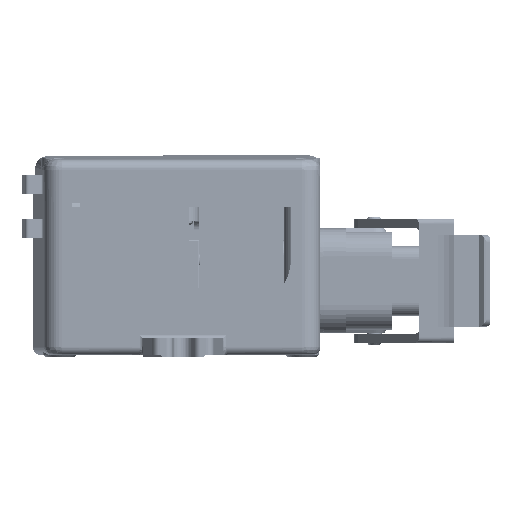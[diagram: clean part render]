
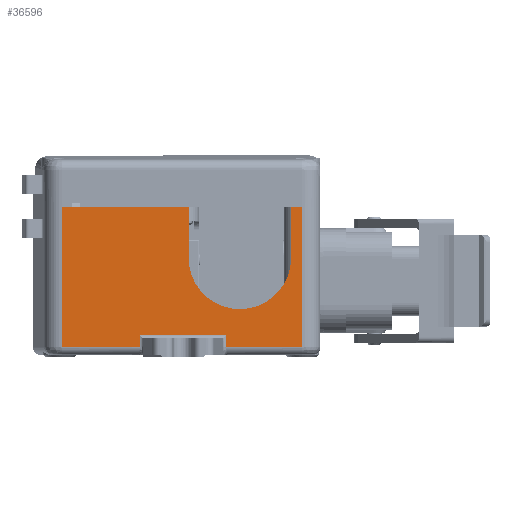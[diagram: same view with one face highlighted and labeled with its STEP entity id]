
A CAD part, left-side view. The second image highlights one B-rep face of the part: STEP entity #36596.
In plain terms, the highlighted planar face has unit normal (-1, 0, 0).
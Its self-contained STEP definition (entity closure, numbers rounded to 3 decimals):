
#36596=ADVANCED_FACE('',(#47748),#43625,.T.);
#43625=PLANE('',#175953);
#47748=FACE_OUTER_BOUND('',#54484,.T.);
#54484=EDGE_LOOP('',(#67540,#67541,#67542,#67543,#67544,#67545,#67546,#67547,
#67548,#67549,#67550,#67551));
#67540=ORIENTED_EDGE('',*,*,#119314,.T.);
#67541=ORIENTED_EDGE('',*,*,#119059,.T.);
#67542=ORIENTED_EDGE('',*,*,#119064,.T.);
#67543=ORIENTED_EDGE('',*,*,#119068,.F.);
#67544=ORIENTED_EDGE('',*,*,#119173,.T.);
#67545=ORIENTED_EDGE('',*,*,#119132,.T.);
#67546=ORIENTED_EDGE('',*,*,#119129,.T.);
#67547=ORIENTED_EDGE('',*,*,#119315,.T.);
#67548=ORIENTED_EDGE('',*,*,#119316,.T.);
#67549=ORIENTED_EDGE('',*,*,#119289,.T.);
#67550=ORIENTED_EDGE('',*,*,#119292,.T.);
#67551=ORIENTED_EDGE('',*,*,#119313,.T.);
#104779=VERTEX_POINT('',#233584);
#104780=VERTEX_POINT('',#233586);
#104783=VERTEX_POINT('',#233647);
#104784=VERTEX_POINT('',#233678);
#104822=VERTEX_POINT('',#234398);
#104824=VERTEX_POINT('',#234402);
#104827=VERTEX_POINT('',#234410);
#104927=VERTEX_POINT('',#235750);
#104928=VERTEX_POINT('',#235752);
#104930=VERTEX_POINT('',#235776);
#104942=VERTEX_POINT('',#236365);
#104943=VERTEX_POINT('',#236371);
#119059=EDGE_CURVE('',#104779,#104780,#148779,.T.);
#119064=EDGE_CURVE('',#104780,#104783,#148781,.T.);
#119068=EDGE_CURVE('',#104784,#104783,#148782,.T.);
#119129=EDGE_CURVE('',#104822,#104824,#140424,.T.);
#119132=EDGE_CURVE('',#104827,#104822,#148811,.T.);
#119173=EDGE_CURVE('',#104784,#104827,#148832,.T.);
#119289=EDGE_CURVE('',#104928,#104927,#148895,.T.);
#119292=EDGE_CURVE('',#104927,#104930,#148896,.T.);
#119313=EDGE_CURVE('',#104930,#104942,#148900,.T.);
#119314=EDGE_CURVE('',#104942,#104779,#148901,.T.);
#119315=EDGE_CURVE('',#104824,#104943,#148902,.T.);
#119316=EDGE_CURVE('',#104943,#104928,#148903,.T.);
#140424=CIRCLE('',#175844,14.);
#148779=LINE('',#233587,#159687);
#148781=LINE('',#233648,#159689);
#148782=LINE('',#233679,#159690);
#148811=LINE('',#234409,#159719);
#148832=LINE('',#234824,#159740);
#148895=LINE('',#235751,#159803);
#148896=LINE('',#235777,#159804);
#148900=LINE('',#236366,#159808);
#148901=LINE('',#236368,#159809);
#148902=LINE('',#236370,#159810);
#148903=LINE('',#236372,#159811);
#159687=VECTOR('',#191750,1.);
#159689=VECTOR('',#191756,1.);
#159690=VECTOR('',#191765,1.);
#159719=VECTOR('',#191834,1.);
#159740=VECTOR('',#191871,1.);
#159803=VECTOR('',#192084,1.);
#159804=VECTOR('',#192089,1.);
#159808=VECTOR('',#192133,1.);
#159809=VECTOR('',#192136,1.);
#159810=VECTOR('',#192139,1.);
#159811=VECTOR('',#192140,1.);
#175844=AXIS2_PLACEMENT_3D('',#234403,#191828,#191829);
#175953=AXIS2_PLACEMENT_3D('',#236373,#192141,#192142);
#191750=DIRECTION('',(0.,0.,-1.));
#191756=DIRECTION('',(0.,-1.,0.));
#191765=DIRECTION('',(0.,0.,-1.));
#191828=DIRECTION('',(1.,0.,0.));
#191829=DIRECTION('',(0.,-1.,0.));
#191834=DIRECTION('',(0.,0.,-1.));
#191871=DIRECTION('',(0.,1.,0.));
#192084=DIRECTION('',(0.,0.,-1.));
#192089=DIRECTION('',(0.,-1.,0.));
#192133=DIRECTION('',(0.,0.,1.));
#192136=DIRECTION('',(0.,-1.,0.));
#192139=DIRECTION('',(0.,0.,1.));
#192140=DIRECTION('',(0.,1.,0.));
#192141=DIRECTION('',(-1.,0.,0.));
#192142=DIRECTION('',(0.,-1.,0.));
#233584=CARTESIAN_POINT('',(-65.,-13.558,5.5));
#233586=CARTESIAN_POINT('',(-65.,-13.558,2.2));
#233587=CARTESIAN_POINT('',(-65.,-13.558,5.5));
#233647=CARTESIAN_POINT('',(-65.,-34.25,2.2));
#233648=CARTESIAN_POINT('',(-65.,-13.558,2.2));
#233678=CARTESIAN_POINT('',(-65.,-34.25,40.5));
#233679=CARTESIAN_POINT('',(-65.,-34.25,40.5));
#234398=CARTESIAN_POINT('',(-65.,-31.25,26.5));
#234402=CARTESIAN_POINT('',(-65.,-3.25,26.5));
#234403=CARTESIAN_POINT('',(-65.,-17.25,26.5));
#234409=CARTESIAN_POINT('',(-65.,-31.25,40.5));
#234410=CARTESIAN_POINT('',(-65.,-31.25,40.5));
#234824=CARTESIAN_POINT('',(-65.,-34.25,40.5));
#235750=CARTESIAN_POINT('',(-65.,31.169,2.2));
#235751=CARTESIAN_POINT('',(-65.,31.169,40.5));
#235752=CARTESIAN_POINT('',(-65.,31.169,40.5));
#235776=CARTESIAN_POINT('',(-65.,10.058,2.2));
#235777=CARTESIAN_POINT('',(-65.,31.169,2.2));
#236365=CARTESIAN_POINT('',(-65.,10.058,5.5));
#236366=CARTESIAN_POINT('',(-65.,10.058,2.2));
#236368=CARTESIAN_POINT('',(-65.,10.058,5.5));
#236370=CARTESIAN_POINT('',(-65.,-3.25,26.5));
#236371=CARTESIAN_POINT('',(-65.,-3.25,40.5));
#236372=CARTESIAN_POINT('',(-65.,-3.25,40.5));
#236373=CARTESIAN_POINT('',(-65.,31.269,-0.6));
